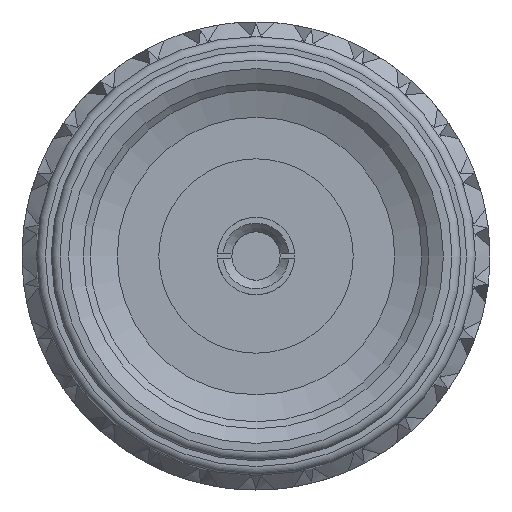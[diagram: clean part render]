
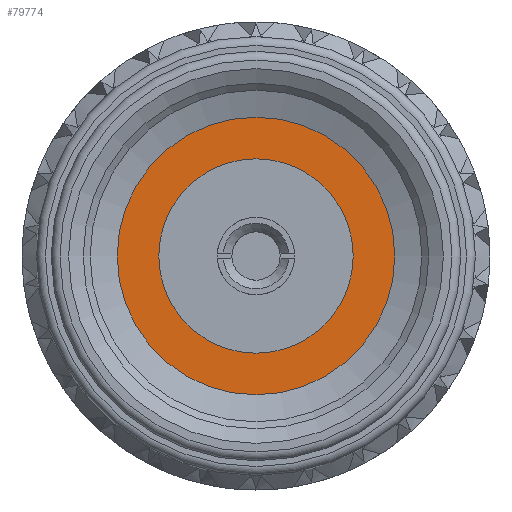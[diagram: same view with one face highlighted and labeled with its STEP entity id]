
A CAD part, left-side view. The second image highlights one B-rep face of the part: STEP entity #79774.
In plain terms, the highlighted planar face has unit normal (-1, 0, 0).
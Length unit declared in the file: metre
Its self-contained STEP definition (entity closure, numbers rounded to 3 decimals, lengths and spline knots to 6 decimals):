
#389 = CIRCLE ( 'NONE', #34373, 0.047441 ) ;
#6232 = CIRCLE ( 'NONE', #25788, 0.03325 ) ;
#8204 = ORIENTED_EDGE ( 'NONE', *, *, #62000, .T. ) ;
#13144 = VERTEX_POINT ( 'NONE', #38082 ) ;
#14684 = DIRECTION ( 'NONE',  ( -1., 0., 0. ) ) ;
#14737 = VERTEX_POINT ( 'NONE', #52331 ) ;
#15034 = EDGE_LOOP ( 'NONE', ( #17165 ) ) ;
#17165 = ORIENTED_EDGE ( 'NONE', *, *, #54807, .F. ) ;
#17746 = PLANE ( 'NONE',  #35903 ) ;
#21427 = FACE_OUTER_BOUND ( 'NONE', #62080, .T. ) ;
#23055 = CARTESIAN_POINT ( 'NONE',  ( 0.067, 0., 0. ) ) ;
#25788 = AXIS2_PLACEMENT_3D ( 'NONE', #78007, #14684, #39625 ) ;
#29711 = DIRECTION ( 'NONE',  ( -1., 0., 0. ) ) ;
#34373 = AXIS2_PLACEMENT_3D ( 'NONE', #66917, #29711, #49321 ) ;
#35903 = AXIS2_PLACEMENT_3D ( 'NONE', #23055, #42686, #80656 ) ;
#38082 = CARTESIAN_POINT ( 'NONE',  ( 0.067, 0., 0.03325 ) ) ;
#39625 = DIRECTION ( 'NONE',  ( 0., 0., 1. ) ) ;
#42686 = DIRECTION ( 'NONE',  ( -1., 0., 0. ) ) ;
#49321 = DIRECTION ( 'NONE',  ( 0., 0., 1. ) ) ;
#52331 = CARTESIAN_POINT ( 'NONE',  ( 0.067, 0., 0.047441 ) ) ;
#54807 = EDGE_CURVE ( 'NONE', #13144, #13144, #6232, .T. ) ;
#62000 = EDGE_CURVE ( 'NONE', #14737, #14737, #389, .T. ) ;
#62080 = EDGE_LOOP ( 'NONE', ( #8204 ) ) ;
#66917 = CARTESIAN_POINT ( 'NONE',  ( 0.067, 0., 0. ) ) ;
#77430 = FACE_BOUND ( 'NONE', #15034, .T. ) ;
#78007 = CARTESIAN_POINT ( 'NONE',  ( 0.067, 0., 0. ) ) ;
#79774 = ADVANCED_FACE ( 'NONE', ( #77430, #21427 ), #17746, .T. ) ;
#80656 = DIRECTION ( 'NONE',  ( 0., 0., 1. ) ) ;
